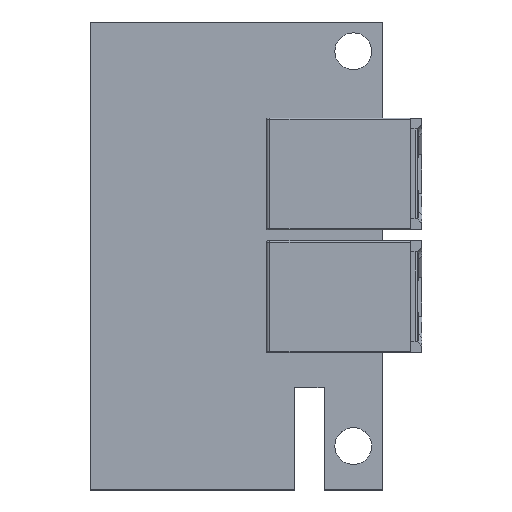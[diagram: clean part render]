
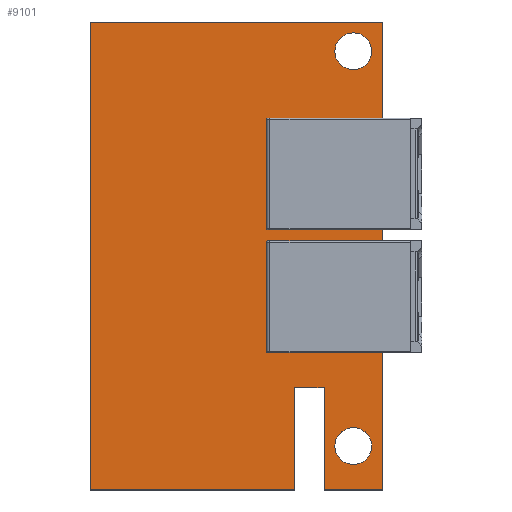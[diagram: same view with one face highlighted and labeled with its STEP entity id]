
A CAD part, top view. The second image highlights one B-rep face of the part: STEP entity #9101.
In plain terms, the highlighted planar face has unit normal (0, 0, 1).
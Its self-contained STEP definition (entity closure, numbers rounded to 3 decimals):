
#8765 = VERTEX_POINT('',#8766);
#8766 = CARTESIAN_POINT('',(12.705,-11.425,1.6));
#8772 = EDGE_CURVE('',#8765,#8773,#8775,.T.);
#8773 = VERTEX_POINT('',#8774);
#8774 = CARTESIAN_POINT('',(12.705,-20.315,1.6));
#8775 = LINE('',#8776,#8777);
#8776 = CARTESIAN_POINT('',(12.705,-11.425,1.6));
#8777 = VECTOR('',#8778,1.);
#8778 = DIRECTION('',(0.,-1.,0.));
#8805 = VERTEX_POINT('',#8806);
#8806 = CARTESIAN_POINT('',(12.705,20.325,1.6));
#8812 = EDGE_CURVE('',#8805,#8765,#8813,.T.);
#8813 = LINE('',#8814,#8815);
#8814 = CARTESIAN_POINT('',(12.705,20.325,1.6));
#8815 = VECTOR('',#8816,1.);
#8816 = DIRECTION('',(0.,-1.,0.));
#8834 = EDGE_CURVE('',#8773,#8835,#8837,.T.);
#8835 = VERTEX_POINT('',#8836);
#8836 = CARTESIAN_POINT('',(7.625,-20.315,1.6));
#8837 = LINE('',#8838,#8839);
#8838 = CARTESIAN_POINT('',(12.705,-20.315,1.6));
#8839 = VECTOR('',#8840,1.);
#8840 = DIRECTION('',(-1.,0.,0.));
#9101 = ADVANCED_FACE('',(#9102,#9161,#9172,#9183,#9194,#9205,#9216,
    #9227,#9238,#9249,#9260,#9271,#9282,#9293,#9304,#9315,#9326),#9337,
  .F.);
#9102 = FACE_BOUND('',#9103,.F.);
#9103 = EDGE_LOOP('',(#9104,#9105,#9106,#9114,#9122,#9130,#9138,#9146,
    #9154,#9160));
#9104 = ORIENTED_EDGE('',*,*,#8772,.T.);
#9105 = ORIENTED_EDGE('',*,*,#8834,.T.);
#9106 = ORIENTED_EDGE('',*,*,#9107,.T.);
#9107 = EDGE_CURVE('',#8835,#9108,#9110,.T.);
#9108 = VERTEX_POINT('',#9109);
#9109 = CARTESIAN_POINT('',(7.625,-11.425,1.6));
#9110 = LINE('',#9111,#9112);
#9111 = CARTESIAN_POINT('',(7.625,-20.315,1.6));
#9112 = VECTOR('',#9113,1.);
#9113 = DIRECTION('',(0.,1.,0.));
#9114 = ORIENTED_EDGE('',*,*,#9115,.T.);
#9115 = EDGE_CURVE('',#9108,#9116,#9118,.T.);
#9116 = VERTEX_POINT('',#9117);
#9117 = CARTESIAN_POINT('',(5.085,-11.425,1.6));
#9118 = LINE('',#9119,#9120);
#9119 = CARTESIAN_POINT('',(7.625,-11.425,1.6));
#9120 = VECTOR('',#9121,1.);
#9121 = DIRECTION('',(-1.,0.,0.));
#9122 = ORIENTED_EDGE('',*,*,#9123,.T.);
#9123 = EDGE_CURVE('',#9116,#9124,#9126,.T.);
#9124 = VERTEX_POINT('',#9125);
#9125 = CARTESIAN_POINT('',(5.085,-20.315,1.6));
#9126 = LINE('',#9127,#9128);
#9127 = CARTESIAN_POINT('',(5.085,-11.425,1.6));
#9128 = VECTOR('',#9129,1.);
#9129 = DIRECTION('',(0.,-1.,0.));
#9130 = ORIENTED_EDGE('',*,*,#9131,.T.);
#9131 = EDGE_CURVE('',#9124,#9132,#9134,.T.);
#9132 = VERTEX_POINT('',#9133);
#9133 = CARTESIAN_POINT('',(-12.695,-20.315,1.6));
#9134 = LINE('',#9135,#9136);
#9135 = CARTESIAN_POINT('',(5.085,-20.315,1.6));
#9136 = VECTOR('',#9137,1.);
#9137 = DIRECTION('',(-1.,0.,0.));
#9138 = ORIENTED_EDGE('',*,*,#9139,.T.);
#9139 = EDGE_CURVE('',#9132,#9140,#9142,.T.);
#9140 = VERTEX_POINT('',#9141);
#9141 = CARTESIAN_POINT('',(-12.695,-11.425,1.6));
#9142 = LINE('',#9143,#9144);
#9143 = CARTESIAN_POINT('',(-12.695,-20.315,1.6));
#9144 = VECTOR('',#9145,1.);
#9145 = DIRECTION('',(0.,1.,0.));
#9146 = ORIENTED_EDGE('',*,*,#9147,.T.);
#9147 = EDGE_CURVE('',#9140,#9148,#9150,.T.);
#9148 = VERTEX_POINT('',#9149);
#9149 = CARTESIAN_POINT('',(-12.695,20.325,1.6));
#9150 = LINE('',#9151,#9152);
#9151 = CARTESIAN_POINT('',(-12.695,-11.425,1.6));
#9152 = VECTOR('',#9153,1.);
#9153 = DIRECTION('',(0.,1.,0.));
#9154 = ORIENTED_EDGE('',*,*,#9155,.T.);
#9155 = EDGE_CURVE('',#9148,#8805,#9156,.T.);
#9156 = LINE('',#9157,#9158);
#9157 = CARTESIAN_POINT('',(-12.695,20.325,1.6));
#9158 = VECTOR('',#9159,1.);
#9159 = DIRECTION('',(1.,0.,0.));
#9160 = ORIENTED_EDGE('',*,*,#8812,.T.);
#9161 = FACE_BOUND('',#9162,.F.);
#9162 = EDGE_LOOP('',(#9163));
#9163 = ORIENTED_EDGE('',*,*,#9164,.F.);
#9164 = EDGE_CURVE('',#9165,#9165,#9167,.T.);
#9165 = VERTEX_POINT('',#9166);
#9166 = CARTESIAN_POINT('',(10.165,-18.105,1.6));
#9167 = CIRCLE('',#9168,1.6);
#9168 = AXIS2_PLACEMENT_3D('',#9169,#9170,#9171);
#9169 = CARTESIAN_POINT('',(10.165,-16.505,1.6));
#9170 = DIRECTION('',(-0.,0.,-1.));
#9171 = DIRECTION('',(-0.,-1.,0.));
#9172 = FACE_BOUND('',#9173,.F.);
#9173 = EDGE_LOOP('',(#9174));
#9174 = ORIENTED_EDGE('',*,*,#9175,.F.);
#9175 = EDGE_CURVE('',#9176,#9176,#9178,.T.);
#9176 = VERTEX_POINT('',#9177);
#9177 = CARTESIAN_POINT('',(10.165,-7.345,1.6));
#9178 = CIRCLE('',#9179,1.);
#9179 = AXIS2_PLACEMENT_3D('',#9180,#9181,#9182);
#9180 = CARTESIAN_POINT('',(10.165,-6.345,1.6));
#9181 = DIRECTION('',(-0.,0.,-1.));
#9182 = DIRECTION('',(-0.,-1.,0.));
#9183 = FACE_BOUND('',#9184,.F.);
#9184 = EDGE_LOOP('',(#9185));
#9185 = ORIENTED_EDGE('',*,*,#9186,.F.);
#9186 = EDGE_CURVE('',#9187,#9187,#9189,.T.);
#9187 = VERTEX_POINT('',#9188);
#9188 = CARTESIAN_POINT('',(10.165,-1.757,1.6));
#9189 = CIRCLE('',#9190,1.);
#9190 = AXIS2_PLACEMENT_3D('',#9191,#9192,#9193);
#9191 = CARTESIAN_POINT('',(10.165,-0.757,1.6));
#9192 = DIRECTION('',(-0.,0.,-1.));
#9193 = DIRECTION('',(-0.,-1.,0.));
#9194 = FACE_BOUND('',#9195,.F.);
#9195 = EDGE_LOOP('',(#9196));
#9196 = ORIENTED_EDGE('',*,*,#9197,.F.);
#9197 = EDGE_CURVE('',#9198,#9198,#9200,.T.);
#9198 = VERTEX_POINT('',#9199);
#9199 = CARTESIAN_POINT('',(7.625,-6.641,1.6));
#9200 = CIRCLE('',#9201,0.55);
#9201 = AXIS2_PLACEMENT_3D('',#9202,#9203,#9204);
#9202 = CARTESIAN_POINT('',(7.625,-6.091,1.6));
#9203 = DIRECTION('',(-0.,0.,-1.));
#9204 = DIRECTION('',(-0.,-1.,0.));
#9205 = FACE_BOUND('',#9206,.F.);
#9206 = EDGE_LOOP('',(#9207));
#9207 = ORIENTED_EDGE('',*,*,#9208,.F.);
#9208 = EDGE_CURVE('',#9209,#9209,#9211,.T.);
#9209 = VERTEX_POINT('',#9210);
#9210 = CARTESIAN_POINT('',(7.625,-1.561,1.6));
#9211 = CIRCLE('',#9212,0.55);
#9212 = AXIS2_PLACEMENT_3D('',#9213,#9214,#9215);
#9213 = CARTESIAN_POINT('',(7.625,-1.011,1.6));
#9214 = DIRECTION('',(-0.,0.,-1.));
#9215 = DIRECTION('',(-0.,-1.,0.));
#9216 = FACE_BOUND('',#9217,.F.);
#9217 = EDGE_LOOP('',(#9218));
#9218 = ORIENTED_EDGE('',*,*,#9219,.F.);
#9219 = EDGE_CURVE('',#9220,#9220,#9222,.T.);
#9220 = VERTEX_POINT('',#9221);
#9221 = CARTESIAN_POINT('',(4.995,-6.491,1.6));
#9222 = CIRCLE('',#9223,0.4);
#9223 = AXIS2_PLACEMENT_3D('',#9224,#9225,#9226);
#9224 = CARTESIAN_POINT('',(4.995,-6.091,1.6));
#9225 = DIRECTION('',(-0.,0.,-1.));
#9226 = DIRECTION('',(0.,-1.,-0.));
#9227 = FACE_BOUND('',#9228,.F.);
#9228 = EDGE_LOOP('',(#9229));
#9229 = ORIENTED_EDGE('',*,*,#9230,.F.);
#9230 = EDGE_CURVE('',#9231,#9231,#9233,.T.);
#9231 = VERTEX_POINT('',#9232);
#9232 = CARTESIAN_POINT('',(4.995,-3.951,1.6));
#9233 = CIRCLE('',#9234,0.4);
#9234 = AXIS2_PLACEMENT_3D('',#9235,#9236,#9237);
#9235 = CARTESIAN_POINT('',(4.995,-3.551,1.6));
#9236 = DIRECTION('',(-0.,0.,-1.));
#9237 = DIRECTION('',(0.,-1.,-0.));
#9238 = FACE_BOUND('',#9239,.F.);
#9239 = EDGE_LOOP('',(#9240));
#9240 = ORIENTED_EDGE('',*,*,#9241,.F.);
#9241 = EDGE_CURVE('',#9242,#9242,#9244,.T.);
#9242 = VERTEX_POINT('',#9243);
#9243 = CARTESIAN_POINT('',(4.995,-1.411,1.6));
#9244 = CIRCLE('',#9245,0.4);
#9245 = AXIS2_PLACEMENT_3D('',#9246,#9247,#9248);
#9246 = CARTESIAN_POINT('',(4.995,-1.011,1.6));
#9247 = DIRECTION('',(-0.,0.,-1.));
#9248 = DIRECTION('',(0.,-1.,-0.));
#9249 = FACE_BOUND('',#9250,.F.);
#9250 = EDGE_LOOP('',(#9251));
#9251 = ORIENTED_EDGE('',*,*,#9252,.F.);
#9252 = EDGE_CURVE('',#9253,#9253,#9255,.T.);
#9253 = VERTEX_POINT('',#9254);
#9254 = CARTESIAN_POINT('',(10.165,3.323,1.6));
#9255 = CIRCLE('',#9256,1.);
#9256 = AXIS2_PLACEMENT_3D('',#9257,#9258,#9259);
#9257 = CARTESIAN_POINT('',(10.165,4.323,1.6));
#9258 = DIRECTION('',(-0.,0.,-1.));
#9259 = DIRECTION('',(-0.,-1.,0.));
#9260 = FACE_BOUND('',#9261,.F.);
#9261 = EDGE_LOOP('',(#9262));
#9262 = ORIENTED_EDGE('',*,*,#9263,.F.);
#9263 = EDGE_CURVE('',#9264,#9264,#9266,.T.);
#9264 = VERTEX_POINT('',#9265);
#9265 = CARTESIAN_POINT('',(10.165,8.911,1.6));
#9266 = CIRCLE('',#9267,1.);
#9267 = AXIS2_PLACEMENT_3D('',#9268,#9269,#9270);
#9268 = CARTESIAN_POINT('',(10.165,9.911,1.6));
#9269 = DIRECTION('',(-0.,0.,-1.));
#9270 = DIRECTION('',(-0.,-1.,0.));
#9271 = FACE_BOUND('',#9272,.F.);
#9272 = EDGE_LOOP('',(#9273));
#9273 = ORIENTED_EDGE('',*,*,#9274,.F.);
#9274 = EDGE_CURVE('',#9275,#9275,#9277,.T.);
#9275 = VERTEX_POINT('',#9276);
#9276 = CARTESIAN_POINT('',(10.165,16.185,1.6));
#9277 = CIRCLE('',#9278,1.6);
#9278 = AXIS2_PLACEMENT_3D('',#9279,#9280,#9281);
#9279 = CARTESIAN_POINT('',(10.165,17.785,1.6));
#9280 = DIRECTION('',(-0.,0.,-1.));
#9281 = DIRECTION('',(-0.,-1.,0.));
#9282 = FACE_BOUND('',#9283,.F.);
#9283 = EDGE_LOOP('',(#9284));
#9284 = ORIENTED_EDGE('',*,*,#9285,.F.);
#9285 = EDGE_CURVE('',#9286,#9286,#9288,.T.);
#9286 = VERTEX_POINT('',#9287);
#9287 = CARTESIAN_POINT('',(7.625,4.027,1.6));
#9288 = CIRCLE('',#9289,0.55);
#9289 = AXIS2_PLACEMENT_3D('',#9290,#9291,#9292);
#9290 = CARTESIAN_POINT('',(7.625,4.577,1.6));
#9291 = DIRECTION('',(-0.,0.,-1.));
#9292 = DIRECTION('',(-0.,-1.,0.));
#9293 = FACE_BOUND('',#9294,.F.);
#9294 = EDGE_LOOP('',(#9295));
#9295 = ORIENTED_EDGE('',*,*,#9296,.F.);
#9296 = EDGE_CURVE('',#9297,#9297,#9299,.T.);
#9297 = VERTEX_POINT('',#9298);
#9298 = CARTESIAN_POINT('',(7.625,9.107,1.6));
#9299 = CIRCLE('',#9300,0.55);
#9300 = AXIS2_PLACEMENT_3D('',#9301,#9302,#9303);
#9301 = CARTESIAN_POINT('',(7.625,9.657,1.6));
#9302 = DIRECTION('',(-0.,0.,-1.));
#9303 = DIRECTION('',(-0.,-1.,0.));
#9304 = FACE_BOUND('',#9305,.F.);
#9305 = EDGE_LOOP('',(#9306));
#9306 = ORIENTED_EDGE('',*,*,#9307,.F.);
#9307 = EDGE_CURVE('',#9308,#9308,#9310,.T.);
#9308 = VERTEX_POINT('',#9309);
#9309 = CARTESIAN_POINT('',(4.995,4.177,1.6));
#9310 = CIRCLE('',#9311,0.4);
#9311 = AXIS2_PLACEMENT_3D('',#9312,#9313,#9314);
#9312 = CARTESIAN_POINT('',(4.995,4.577,1.6));
#9313 = DIRECTION('',(-0.,0.,-1.));
#9314 = DIRECTION('',(0.,-1.,-0.));
#9315 = FACE_BOUND('',#9316,.F.);
#9316 = EDGE_LOOP('',(#9317));
#9317 = ORIENTED_EDGE('',*,*,#9318,.F.);
#9318 = EDGE_CURVE('',#9319,#9319,#9321,.T.);
#9319 = VERTEX_POINT('',#9320);
#9320 = CARTESIAN_POINT('',(4.995,6.717,1.6));
#9321 = CIRCLE('',#9322,0.4);
#9322 = AXIS2_PLACEMENT_3D('',#9323,#9324,#9325);
#9323 = CARTESIAN_POINT('',(4.995,7.117,1.6));
#9324 = DIRECTION('',(-0.,0.,-1.));
#9325 = DIRECTION('',(0.,-1.,-0.));
#9326 = FACE_BOUND('',#9327,.F.);
#9327 = EDGE_LOOP('',(#9328));
#9328 = ORIENTED_EDGE('',*,*,#9329,.F.);
#9329 = EDGE_CURVE('',#9330,#9330,#9332,.T.);
#9330 = VERTEX_POINT('',#9331);
#9331 = CARTESIAN_POINT('',(4.995,9.257,1.6));
#9332 = CIRCLE('',#9333,0.4);
#9333 = AXIS2_PLACEMENT_3D('',#9334,#9335,#9336);
#9334 = CARTESIAN_POINT('',(4.995,9.657,1.6));
#9335 = DIRECTION('',(-0.,0.,-1.));
#9336 = DIRECTION('',(0.,-1.,-0.));
#9337 = PLANE('',#9338);
#9338 = AXIS2_PLACEMENT_3D('',#9339,#9340,#9341);
#9339 = CARTESIAN_POINT('',(0.758,-1.728,1.6));
#9340 = DIRECTION('',(-0.,-0.,-1.));
#9341 = DIRECTION('',(-1.,0.,0.));
